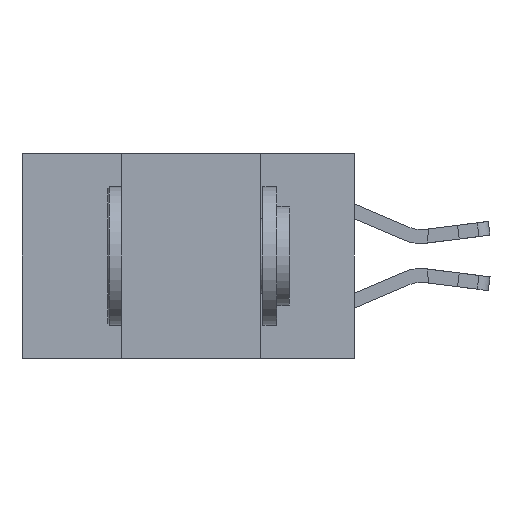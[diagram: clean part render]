
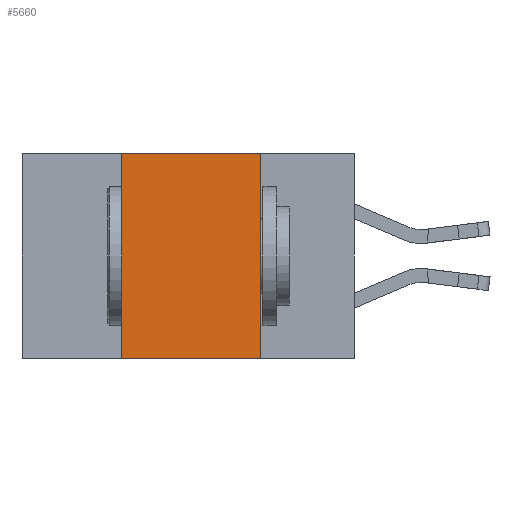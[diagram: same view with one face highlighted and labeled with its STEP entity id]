
A CAD part, left-side view. The second image highlights one B-rep face of the part: STEP entity #5660.
In plain terms, the highlighted planar face has unit normal (-1, 0, 0).
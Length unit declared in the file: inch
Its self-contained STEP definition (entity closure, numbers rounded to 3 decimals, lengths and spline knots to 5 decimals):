
#627 = CARTESIAN_POINT ( 'NONE',  ( 0., 0.17, -0.37 ) ) ;
#894 = EDGE_CURVE ( 'NONE', #7690, #8911, #2242, .T. ) ;
#1119 = ORIENTED_EDGE ( 'NONE', *, *, #12082, .F. ) ;
#1169 = DIRECTION ( 'NONE',  ( 0., -1., 0. ) ) ;
#1621 = VECTOR ( 'NONE', #10283, 39.37008 ) ;
#1853 = VERTEX_POINT ( 'NONE', #10627 ) ;
#2140 = CARTESIAN_POINT ( 'NONE',  ( 0., 0.17, 0. ) ) ;
#2200 = LINE ( 'NONE', #10431, #4606 ) ;
#2242 = LINE ( 'NONE', #627, #1621 ) ;
#3042 = DIRECTION ( 'NONE',  ( 0., 0., -1. ) ) ;
#3096 = ORIENTED_EDGE ( 'NONE', *, *, #10813, .F. ) ;
#3151 = DIRECTION ( 'NONE',  ( 1., 0., 0. ) ) ;
#3171 = CARTESIAN_POINT ( 'NONE',  ( 0., 0.6, 0. ) ) ;
#3181 = PLANE ( 'NONE',  #11400 ) ;
#4606 = VECTOR ( 'NONE', #11438, 39.37008 ) ;
#4922 = ORIENTED_EDGE ( 'NONE', *, *, #894, .F. ) ;
#5028 = DIRECTION ( 'NONE',  ( 0., -1., 0. ) ) ;
#5555 = EDGE_CURVE ( 'NONE', #12179, #8911, #12524, .T. ) ;
#5660 = ADVANCED_FACE ( 'NONE', ( #8791 ), #3181, .F. ) ;
#5878 = CARTESIAN_POINT ( 'NONE',  ( 0., 0.6, -0.37 ) ) ;
#6341 = CARTESIAN_POINT ( 'NONE',  ( 0., 0.42, -0.37 ) ) ;
#7161 = VECTOR ( 'NONE', #1169, 39.37008 ) ;
#7690 = VERTEX_POINT ( 'NONE', #2140 ) ;
#7789 = ORIENTED_EDGE ( 'NONE', *, *, #5555, .T. ) ;
#8791 = FACE_OUTER_BOUND ( 'NONE', #10903, .T. ) ;
#8911 = VERTEX_POINT ( 'NONE', #9474 ) ;
#9474 = CARTESIAN_POINT ( 'NONE',  ( 0., 0.17, -0.37 ) ) ;
#10283 = DIRECTION ( 'NONE',  ( 0., 0., -1. ) ) ;
#10333 = LINE ( 'NONE', #11009, #7161 ) ;
#10431 = CARTESIAN_POINT ( 'NONE',  ( 0., 0.42, -0.37 ) ) ;
#10627 = CARTESIAN_POINT ( 'NONE',  ( 0., 0.42, 0. ) ) ;
#10813 = EDGE_CURVE ( 'NONE', #12179, #1853, #2200, .T. ) ;
#10903 = EDGE_LOOP ( 'NONE', ( #4922, #1119, #3096, #7789 ) ) ;
#11009 = CARTESIAN_POINT ( 'NONE',  ( 0., 0.6, 0. ) ) ;
#11400 = AXIS2_PLACEMENT_3D ( 'NONE', #3171, #3151, #3042 ) ;
#11438 = DIRECTION ( 'NONE',  ( 0., 0., 1. ) ) ;
#12082 = EDGE_CURVE ( 'NONE', #1853, #7690, #10333, .T. ) ;
#12179 = VERTEX_POINT ( 'NONE', #6341 ) ;
#12227 = VECTOR ( 'NONE', #5028, 39.37008 ) ;
#12524 = LINE ( 'NONE', #5878, #12227 ) ;
